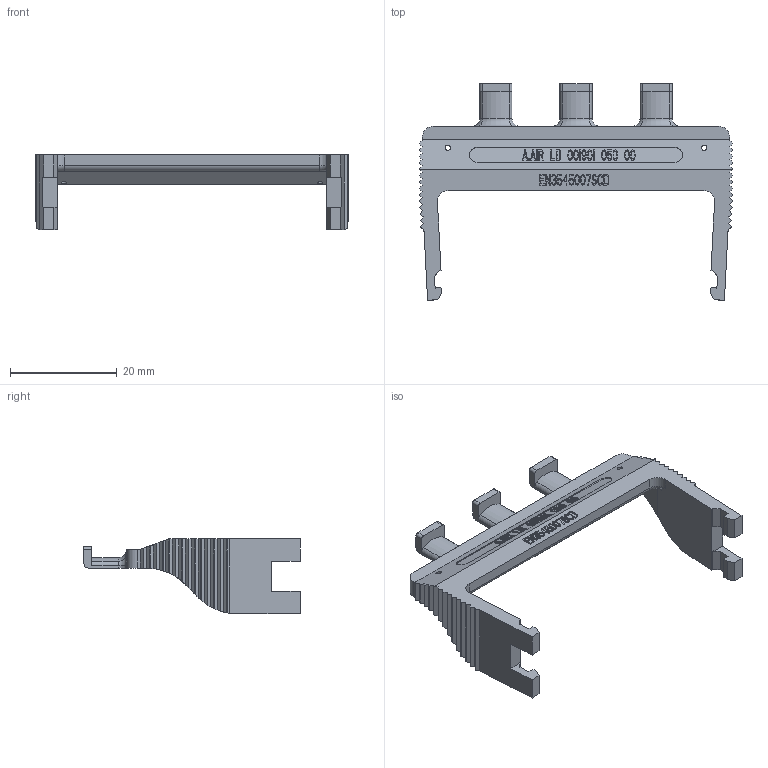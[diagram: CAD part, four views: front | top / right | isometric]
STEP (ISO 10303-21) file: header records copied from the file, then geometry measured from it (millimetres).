
FILE_DESCRIPTION((''),'2;1');
FILE_NAME('001901_050_00','2020-01-31T',('presta_be4'),(''),'CREO PARAMETRIC BY PTC INC, 2018360','CREO PARAMETRIC BY PTC INC, 2018360','');
FILE_SCHEMA(('CONFIG_CONTROL_DESIGN'));
Length unit declared in the file: millimetre
Products named in the file (1): 001901_050_00
Bounding box: 58.6 x 40.54 x 14.1 mm (x, y, z)
Volume: 4191.4 mm3; surface area: 3892.6 mm2
Topology: 1 solids, 1 shells, 1171 faces, 3346 edges, 2225 vertices
Faces by surface type: plane 1119, cylinder 41, torus 11
Entity records: 37612 total; most frequent: CARTESIAN_POINT 7002, ORIENTED_EDGE 6692, DIRECTION 5720, EDGE_CURVE 3346, VECTOR 3174, LINE 3174, VERTEX_POINT 2225, AXIS2_PLACEMENT_3D 1273
